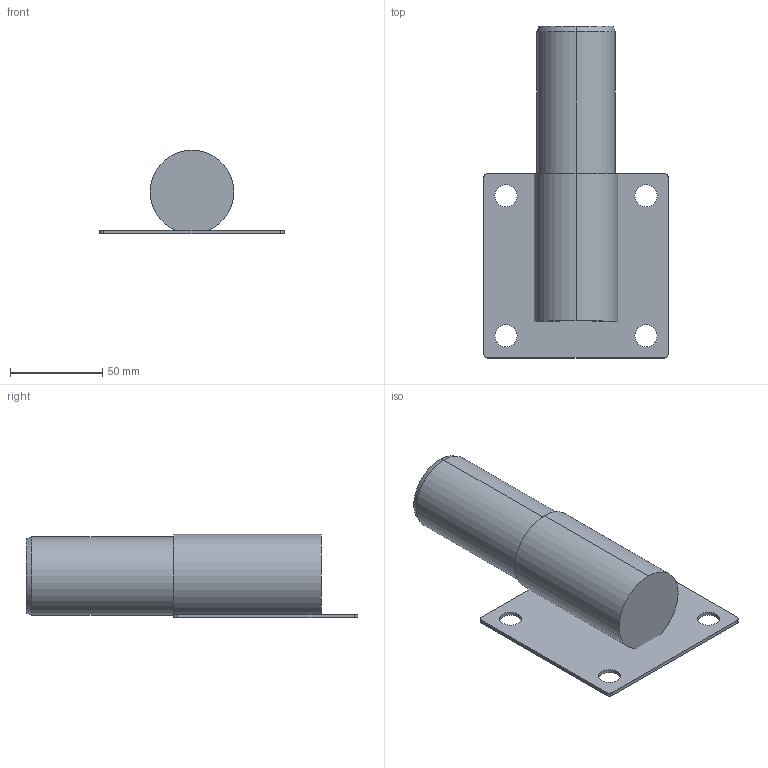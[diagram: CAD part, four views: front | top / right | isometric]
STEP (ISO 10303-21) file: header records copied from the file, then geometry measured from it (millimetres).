
FILE_DESCRIPTION (( 'STEP AP203' ), '1' );
FILE_NAME ('3D_GR3212_42.4x2_188684170.STEP', '2024-09-30T10:31:46', ( '' ), ( '' ), 'SwSTEP 2.0', 'SolidWorks 2024', '' );
FILE_SCHEMA (( 'CONFIG_CONTROL_DESIGN' ));
Length unit declared in the file: millimetre
Products named in the file (1): 3D_GR3212_42.4x2_188684170
Bounding box: 100 x 180 x 45.4 mm (x, y, z)
Volume: 261337 mm3; surface area: 45360.3 mm2
Topology: 2 solids, 2 shells, 27 faces, 64 edges, 42 vertices
Faces by surface type: cylinder 16, plane 9, cone 2
Entity records: 887 total; most frequent: DIRECTION 154, CARTESIAN_POINT 134, ORIENTED_EDGE 128, EDGE_CURVE 64, AXIS2_PLACEMENT_3D 62, VERTEX_POINT 42, EDGE_LOOP 36, CIRCLE 34
